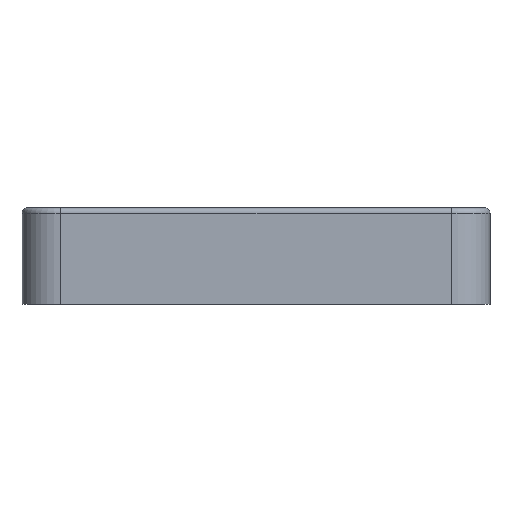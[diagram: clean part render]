
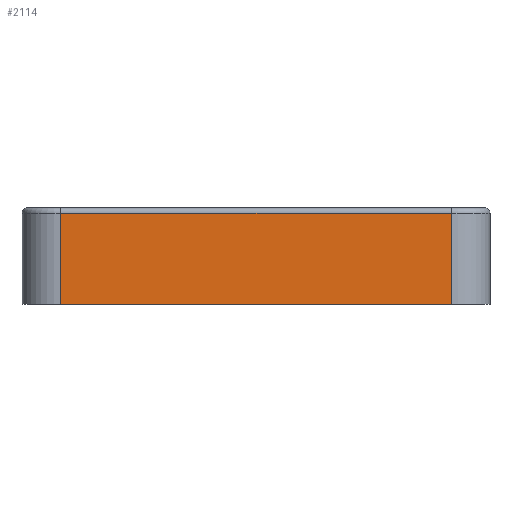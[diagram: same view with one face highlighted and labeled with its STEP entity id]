
A CAD part, left-side view. The second image highlights one B-rep face of the part: STEP entity #2114.
In plain terms, the highlighted planar face has unit normal (-1, 0, 0).
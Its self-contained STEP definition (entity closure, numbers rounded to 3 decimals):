
#307=FACE_OUTER_BOUND('',#437,.T.);
#437=EDGE_LOOP('',(#1925,#1926,#1927,#1928));
#632=LINE('',#3563,#831);
#633=LINE('',#3568,#832);
#635=LINE('',#3574,#834);
#636=LINE('',#3575,#835);
#831=VECTOR('',#2942,10.);
#832=VECTOR('',#2949,10.);
#834=VECTOR('',#2955,10.);
#835=VECTOR('',#2956,10.);
#1032=VERTEX_POINT('',#3557);
#1033=VERTEX_POINT('',#3561);
#1034=VERTEX_POINT('',#3567);
#1036=VERTEX_POINT('',#3573);
#1333=EDGE_CURVE('',#1033,#1032,#632,.T.);
#1335=EDGE_CURVE('',#1032,#1034,#633,.T.);
#1338=EDGE_CURVE('',#1036,#1033,#635,.T.);
#1339=EDGE_CURVE('',#1034,#1036,#636,.T.);
#1925=ORIENTED_EDGE('',*,*,#1333,.F.);
#1926=ORIENTED_EDGE('',*,*,#1338,.F.);
#1927=ORIENTED_EDGE('',*,*,#1339,.F.);
#1928=ORIENTED_EDGE('',*,*,#1335,.F.);
#2011=PLANE('',#2341);
#2114=ADVANCED_FACE('',(#307),#2011,.T.);
#2341=AXIS2_PLACEMENT_3D('',#3572,#2953,#2954);
#2942=DIRECTION('',(0.,-1.,0.));
#2949=DIRECTION('',(0.,0.,-1.));
#2953=DIRECTION('center_axis',(-1.,0.,0.));
#2954=DIRECTION('ref_axis',(0.,0.,1.));
#2955=DIRECTION('',(0.,0.,1.));
#2956=DIRECTION('',(0.,1.,0.));
#3557=CARTESIAN_POINT('',(-8.1,-70.1,12.1));
#3561=CARTESIAN_POINT('',(-8.1,11.1,12.1));
#3563=CARTESIAN_POINT('',(-8.1,-53.3,12.1));
#3567=CARTESIAN_POINT('',(-8.1,-70.1,-6.8));
#3568=CARTESIAN_POINT('',(-8.1,-70.1,13.2));
#3572=CARTESIAN_POINT('Origin',(-8.1,-77.1,13.2));
#3573=CARTESIAN_POINT('',(-8.1,11.1,-6.8));
#3574=CARTESIAN_POINT('',(-8.1,11.1,13.2));
#3575=CARTESIAN_POINT('',(-8.1,18.1,-6.8));
